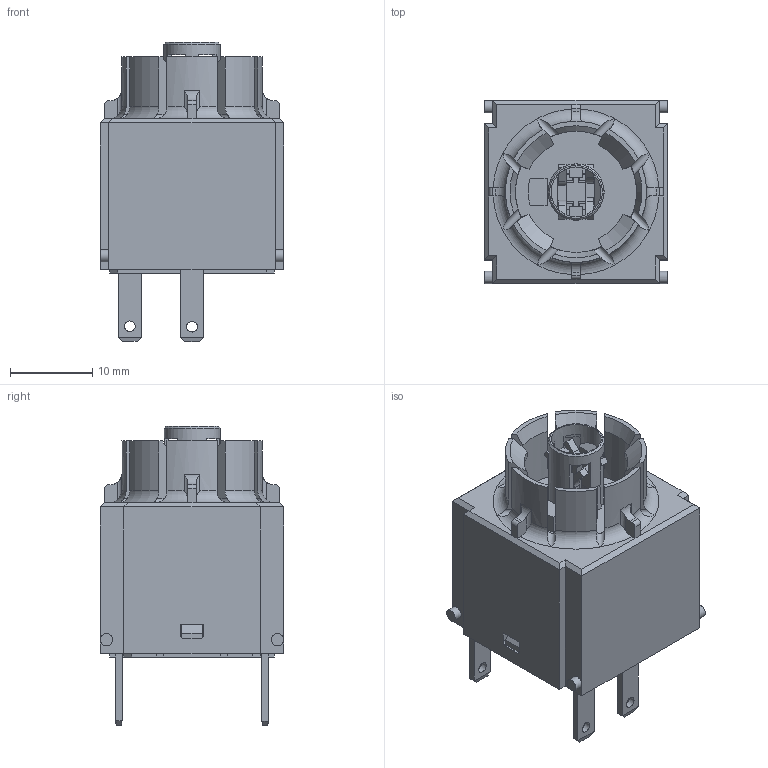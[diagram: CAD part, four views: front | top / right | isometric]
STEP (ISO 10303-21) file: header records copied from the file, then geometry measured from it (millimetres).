
FILE_DESCRIPTION(/* description */ (''),/* implementation_level */ '2;1');
FILE_NAME(/* name */ 'BZLO_ipt.stp',/* time_stamp */ '2019-10-24T12:00:38+02:00',/* author */ ('thagel'),/* organization */ (''),/* preprocessor_version */ 'ST-DEVELOPER v17.2',/* originating_system */ 'Autodesk Inventor 2019',/* authorisation */ '');
FILE_SCHEMA (('AUTOMOTIVE_DESIGN { 1 0 10303 214 3 1 1 }'));
Length unit declared in the file: millimetre
Products named in the file (1): BZLO
Bounding box: 22.2 x 22.2 x 36.26 mm (x, y, z)
Volume: 9332.5 mm3; surface area: 5818.1 mm2
Topology: 1 solids, 1 shells, 801 faces, 2300 edges, 1515 vertices
Faces by surface type: plane 480, bspline 216, cylinder 76, torus 20, cone 9
Full cylindrical faces by diameter (mm): 1.3 x4, 1.5 x4, 6.05 x1, 6.8 x1, 14.7 x1
Entity records: 27696 total; most frequent: CARTESIAN_POINT 8181, ORIENTED_EDGE 4600, DIRECTION 3125, EDGE_CURVE 2300, LINE 1559, VECTOR 1559, VERTEX_POINT 1515, EDGE_LOOP 855
